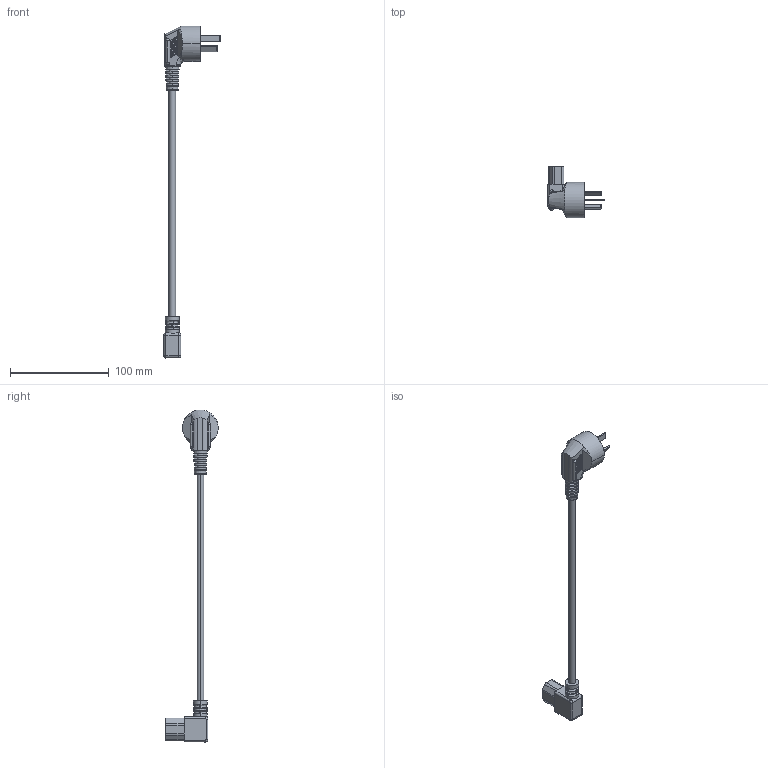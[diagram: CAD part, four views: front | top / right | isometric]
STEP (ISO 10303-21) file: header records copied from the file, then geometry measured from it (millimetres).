
FILE_DESCRIPTION (( 'STEP AP203' ), '1' );
FILE_NAME ('CPCRIC13R-10A-2M_3D.STEP', '2022-04-25T21:05:58', ( '' ), ( '' ), 'SwSTEP 2.0', 'SolidWorks 2021', '' );
FILE_SCHEMA (( 'CONFIG_CONTROL_DESIGN' ));
Length unit declared in the file: inch
Products named in the file (4): SF-83 IEC60320-1 C13 RT-ANG FEM PWR PLUG; CPCRIC13R-10A-2M_3D; SF-111 RND TYPE I (AUS) RT-ANG 10A AC PWR PLUG_Varsayilan; H05VV-F 3G Cord (for 44-423-02M)
Assembly tree (3 placements, depth 2):
  CPCRIC13R-10A-2M_3D
    SF-111 RND TYPE I (AUS) RT-ANG 10A AC PWR PLUG_Varsayilan
    H05VV-F 3G Cord (for 44-423-02M)
    SF-83 IEC60320-1 C13 RT-ANG FEM PWR PLUG
Bounding box: 56.99 x 52.96 x 336.63 mm (x, y, z)
Volume: 60062 mm3; surface area: 19934.4 mm2
Topology: 3 solids, 3 shells, 411 faces, 1080 edges, 659 vertices
Faces by surface type: plane 182, cylinder 130, sphere 56, bspline 16, cone 15, torus 12
Entity records: 13354 total; most frequent: CARTESIAN_POINT 3029, DIRECTION 2140, ORIENTED_EDGE 2032, EDGE_CURVE 1016, AXIS2_PLACEMENT_3D 788, VERTEX_POINT 627, LINE 564, VECTOR 564
